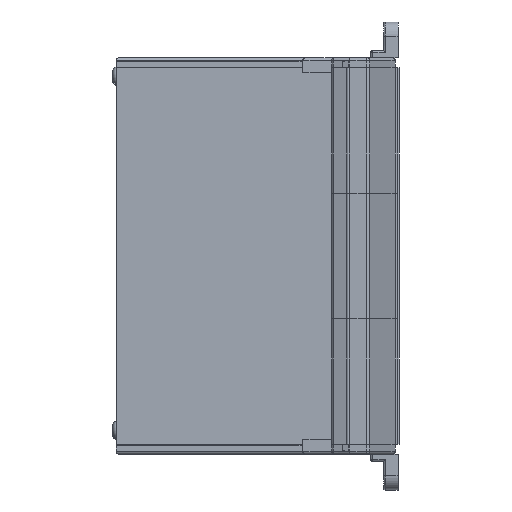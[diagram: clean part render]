
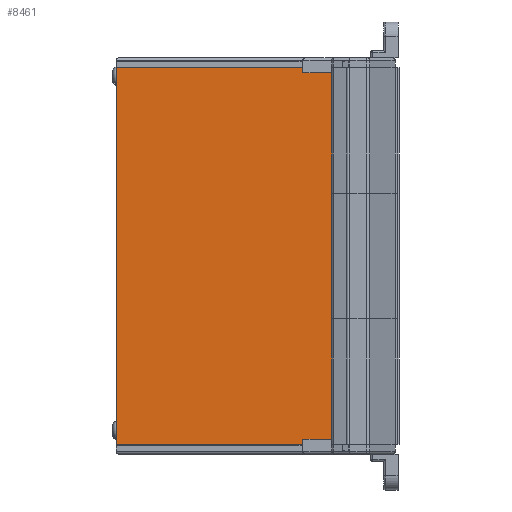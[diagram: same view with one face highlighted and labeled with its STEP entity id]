
A CAD part, left-side view. The second image highlights one B-rep face of the part: STEP entity #8461.
In plain terms, the highlighted planar face has unit normal (-1, 0, 0.002).
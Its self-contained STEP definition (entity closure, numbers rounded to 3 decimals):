
#1014 = CARTESIAN_POINT ( 'NONE',  ( -34.75, -31., -107. ) ) ;
#1022 = VECTOR ( 'NONE', #20436, 1000. ) ;
#1280 = VERTEX_POINT ( 'NONE', #1014 ) ;
#1312 = VERTEX_POINT ( 'NONE', #8523 ) ;
#3197 = AXIS2_PLACEMENT_3D ( 'NONE', #22843, #20655, #13189 ) ;
#3994 = DIRECTION ( 'NONE',  ( 0., -1., 0. ) ) ;
#4772 = CARTESIAN_POINT ( 'NONE',  ( -34.75, 31., -107. ) ) ;
#4774 = LINE ( 'NONE', #16800, #19705 ) ;
#5095 = DIRECTION ( 'NONE',  ( 0., 0., 1. ) ) ;
#5383 = EDGE_CURVE ( 'NONE', #7692, #1280, #15679, .T. ) ;
#7692 = VERTEX_POINT ( 'NONE', #21687 ) ;
#8461 = ADVANCED_FACE ( 'NONE', ( #9490 ), #20745, .T. ) ;
#8523 = CARTESIAN_POINT ( 'NONE',  ( -34.75, -31., 0. ) ) ;
#9490 = FACE_OUTER_BOUND ( 'NONE', #22265, .T. ) ;
#11221 = ORIENTED_EDGE ( 'NONE', *, *, #15680, .F. ) ;
#13189 = DIRECTION ( 'NONE',  ( 0., 0., 1. ) ) ;
#15237 = LINE ( 'NONE', #16428, #16698 ) ;
#15679 = LINE ( 'NONE', #4772, #1022 ) ;
#15680 = EDGE_CURVE ( 'NONE', #20591, #1312, #21429, .T. ) ;
#16428 = CARTESIAN_POINT ( 'NONE',  ( -34.75, 31., -107. ) ) ;
#16698 = VECTOR ( 'NONE', #5095, 1000. ) ;
#16800 = CARTESIAN_POINT ( 'NONE',  ( -34.75, -31., -107. ) ) ;
#17074 = CARTESIAN_POINT ( 'NONE',  ( -34.75, 31., 0. ) ) ;
#17519 = VECTOR ( 'NONE', #3994, 1000. ) ;
#18757 = ORIENTED_EDGE ( 'NONE', *, *, #23795, .F. ) ;
#19066 = ORIENTED_EDGE ( 'NONE', *, *, #5383, .T. ) ;
#19705 = VECTOR ( 'NONE', #20396, 1000. ) ;
#19793 = ORIENTED_EDGE ( 'NONE', *, *, #19892, .T. ) ;
#19892 = EDGE_CURVE ( 'NONE', #1280, #1312, #4774, .T. ) ;
#20396 = DIRECTION ( 'NONE',  ( 0., 0., 1. ) ) ;
#20436 = DIRECTION ( 'NONE',  ( 0., -1., 0. ) ) ;
#20591 = VERTEX_POINT ( 'NONE', #22352 ) ;
#20655 = DIRECTION ( 'NONE',  ( -1., 0., 0. ) ) ;
#20745 = PLANE ( 'NONE',  #3197 ) ;
#21429 = LINE ( 'NONE', #17074, #17519 ) ;
#21687 = CARTESIAN_POINT ( 'NONE',  ( -34.75, 31., -107. ) ) ;
#22265 = EDGE_LOOP ( 'NONE', ( #11221, #18757, #19066, #19793 ) ) ;
#22352 = CARTESIAN_POINT ( 'NONE',  ( -34.75, 31., 0. ) ) ;
#22843 = CARTESIAN_POINT ( 'NONE',  ( -34.75, 31., -107. ) ) ;
#23795 = EDGE_CURVE ( 'NONE', #7692, #20591, #15237, .T. ) ;
